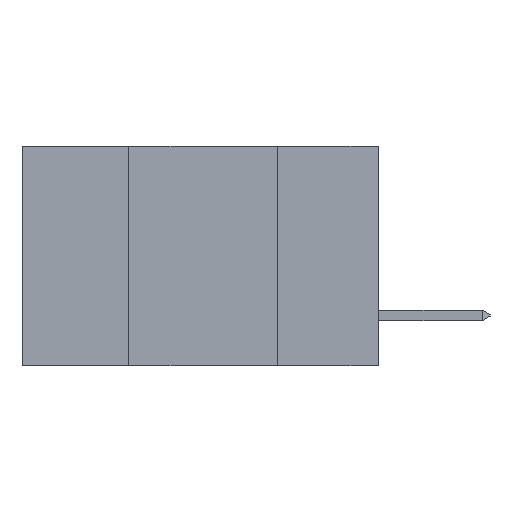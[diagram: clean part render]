
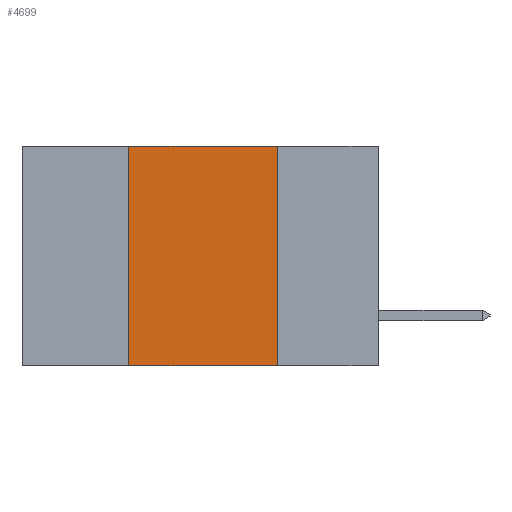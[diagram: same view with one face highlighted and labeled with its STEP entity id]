
A CAD part, left-side view. The second image highlights one B-rep face of the part: STEP entity #4699.
In plain terms, the highlighted planar face has unit normal (-1, 0, 0).
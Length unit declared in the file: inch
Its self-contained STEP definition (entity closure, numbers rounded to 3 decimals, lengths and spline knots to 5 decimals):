
#190 = PLANE ( 'NONE',  #13584 ) ;
#754 = VERTEX_POINT ( 'NONE', #6706 ) ;
#1764 = VECTOR ( 'NONE', #8459, 39.37008 ) ;
#2867 = CARTESIAN_POINT ( 'NONE',  ( 0., 0.42, 0. ) ) ;
#3581 = CARTESIAN_POINT ( 'NONE',  ( 0., 0.42, -0.37 ) ) ;
#4417 = CARTESIAN_POINT ( 'NONE',  ( 0., 0.42, 0. ) ) ;
#4440 = VECTOR ( 'NONE', #13277, 39.37008 ) ;
#4699 = ADVANCED_FACE ( 'NONE', ( #7349 ), #190, .F. ) ;
#4819 = LINE ( 'NONE', #2867, #1764 ) ;
#4904 = CARTESIAN_POINT ( 'NONE',  ( 0., 0.6, 0. ) ) ;
#5199 = DIRECTION ( 'NONE',  ( 0., -1., 0. ) ) ;
#5250 = CARTESIAN_POINT ( 'NONE',  ( 0., 0.17, 0. ) ) ;
#5266 = DIRECTION ( 'NONE',  ( 0., 0., -1. ) ) ;
#5279 = DIRECTION ( 'NONE',  ( 1., 0., 0. ) ) ;
#5511 = ORIENTED_EDGE ( 'NONE', *, *, #7478, .F. ) ;
#5787 = ORIENTED_EDGE ( 'NONE', *, *, #7491, .F. ) ;
#5877 = EDGE_LOOP ( 'NONE', ( #5787, #7306, #5511, #6279 ) ) ;
#6279 = ORIENTED_EDGE ( 'NONE', *, *, #7474, .T. ) ;
#6706 = CARTESIAN_POINT ( 'NONE',  ( 0., 0.17, 0. ) ) ;
#7306 = ORIENTED_EDGE ( 'NONE', *, *, #11264, .F. ) ;
#7349 = FACE_OUTER_BOUND ( 'NONE', #5877, .T. ) ;
#7370 = LINE ( 'NONE', #4904, #9472 ) ;
#7474 = EDGE_CURVE ( 'NONE', #8780, #12173, #8039, .T. ) ;
#7478 = EDGE_CURVE ( 'NONE', #8780, #8346, #4819, .T. ) ;
#7491 = EDGE_CURVE ( 'NONE', #754, #12173, #12909, .T. ) ;
#8039 = LINE ( 'NONE', #8408, #10410 ) ;
#8346 = VERTEX_POINT ( 'NONE', #4417 ) ;
#8408 = CARTESIAN_POINT ( 'NONE',  ( 0., 0.6, -0.37 ) ) ;
#8459 = DIRECTION ( 'NONE',  ( 0., 0., 1. ) ) ;
#8780 = VERTEX_POINT ( 'NONE', #3581 ) ;
#9472 = VECTOR ( 'NONE', #12955, 39.37008 ) ;
#9665 = CARTESIAN_POINT ( 'NONE',  ( 0., 0.6, 0. ) ) ;
#10410 = VECTOR ( 'NONE', #5199, 39.37008 ) ;
#10990 = CARTESIAN_POINT ( 'NONE',  ( 0., 0.17, -0.37 ) ) ;
#11264 = EDGE_CURVE ( 'NONE', #8346, #754, #7370, .T. ) ;
#12173 = VERTEX_POINT ( 'NONE', #10990 ) ;
#12909 = LINE ( 'NONE', #5250, #4440 ) ;
#12955 = DIRECTION ( 'NONE',  ( 0., -1., 0. ) ) ;
#13277 = DIRECTION ( 'NONE',  ( 0., 0., -1. ) ) ;
#13584 = AXIS2_PLACEMENT_3D ( 'NONE', #9665, #5279, #5266 ) ;
